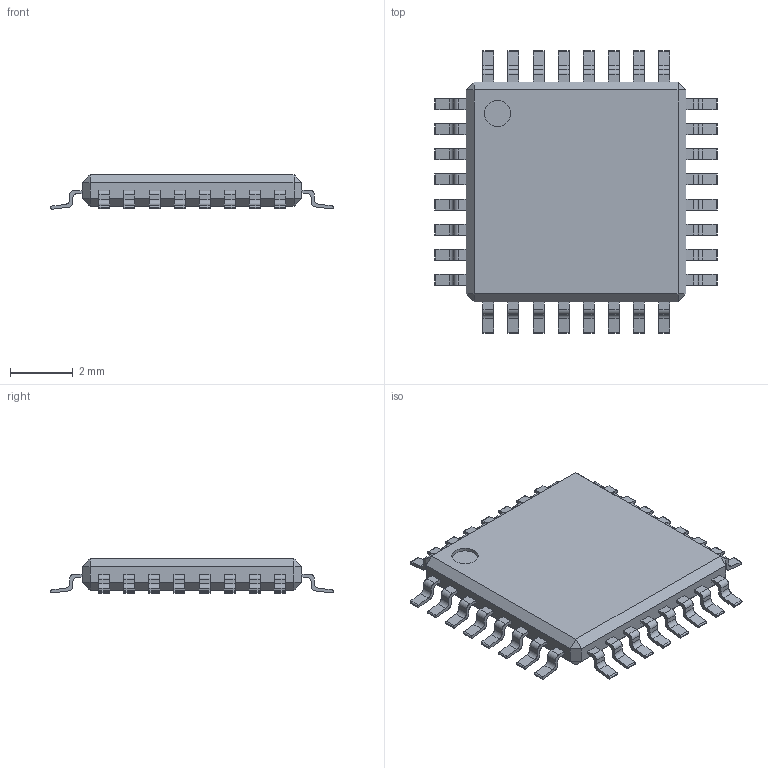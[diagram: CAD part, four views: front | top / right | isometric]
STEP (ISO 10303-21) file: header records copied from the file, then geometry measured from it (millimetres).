
FILE_DESCRIPTION(/* description */ (''),/* implementation_level */ '2;1');
FILE_NAME(/* name */ 'TQFP32.step',/* time_stamp */ '2019-04-17T23:35:21+03:00',/* author */ (''),/* organization */ (''),/* preprocessor_version */ 'ST-DEVELOPER v17.2',/* originating_system */ 'Autodesk Translation Framework v7.6.0.251',/* authorisation */ '');
FILE_SCHEMA (('AUTOMOTIVE_DESIGN { 1 0 10303 214 3 1 1 }'));
Length unit declared in the file: millimetre
Products named in the file (98): (Unsaved); TQFP32; Component2; Component62; Component93; Component3; Component60; Component96; Component4; Component64; Component94; Component5; Component58; Component98; Component6; Component63; Component97; Component7; Component59; Component92; Component8; Component61; Component95; Component9; Component65; Component91; Component10; Component35; Component71; Component11; Component40; Component72; Component12; Component34; Component74; Component13; Component38; Component69; Component14; Component36 ...
Assembly tree (97 placements, depth 5):
  (Unsaved)
    TQFP32
      Component2
        Component62
          Component93
      Component3
        Component60
          Component96
      Component4
        Component64
          Component94
      Component5
        Component58
          Component98
      Component6
        Component63
          Component97
      Component7
        Component59
          Component92
      Component8
        Component61
          Component95
      Component9
        Component65
          Component91
      Component10
        Component35
          Component71
      Component11
        Component40
          Component72
      Component12
        Component34
          Component74
      Component13
        Component38
          Component69
      Component14
        Component36
          Component67
      Component15
        Component37
          Component68
      Component16
        Component39
          Component70
      Component17
        Component41
          Component73
      Component18
        Component46
          Component78
      Component19
        Component45
          Component79
      Component20
        Component42
          Component77
      Component21
Bounding box: 9 x 9 x 1.1 mm (x, y, z)
Volume: 48.7 mm3; surface area: 157.6 mm2
Topology: 33 solids, 33 shells, 540 faces, 1397 edges, 924 vertices
Faces by surface type: plane 347, cylinder 193
Full cylindrical faces by diameter (mm): 0.838 x1
Entity records: 18833 total; most frequent: DIRECTION 3255, CARTESIAN_POINT 3056, ORIENTED_EDGE 2794, EDGE_CURVE 1397, AXIS2_PLACEMENT_3D 1123, LINE 1009, VECTOR 1009, VERTEX_POINT 924
